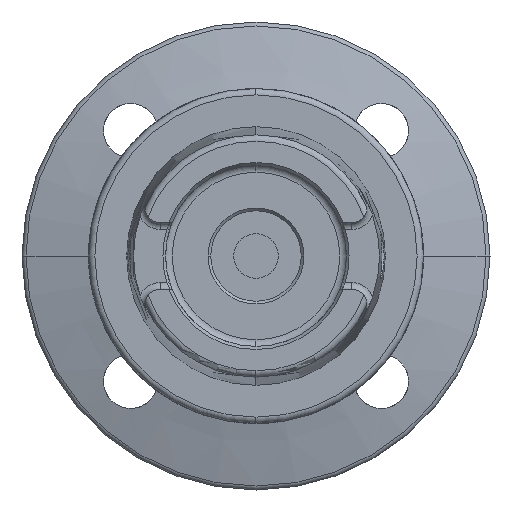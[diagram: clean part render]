
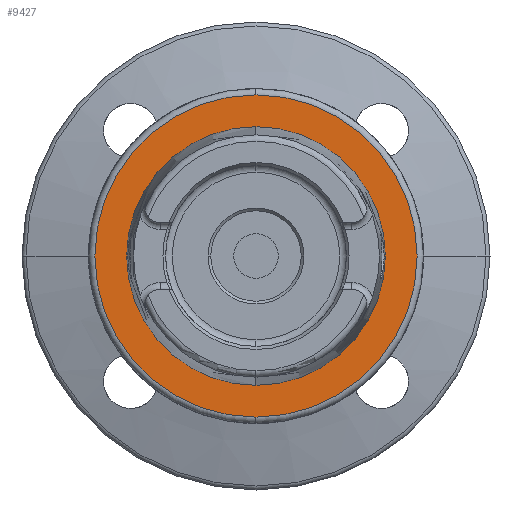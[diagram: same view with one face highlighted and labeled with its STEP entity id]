
A CAD part, left-side view. The second image highlights one B-rep face of the part: STEP entity #9427.
In plain terms, the highlighted planar face has unit normal (-1, 0, 0).
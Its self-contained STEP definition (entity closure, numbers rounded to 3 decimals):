
#72 = CARTESIAN_POINT ( 'NONE',  ( 0.05, 24.321, 0. ) ) ;
#121 = CARTESIAN_POINT ( 'NONE',  ( 0.05, -30.3, 0. ) ) ;
#126 = FACE_OUTER_BOUND ( 'NONE', #6419, .T. ) ;
#768 = DIRECTION ( 'NONE',  ( 0., 1., 0. ) ) ;
#1163 = DIRECTION ( 'NONE',  ( 0., 1., 0. ) ) ;
#1560 = AXIS2_PLACEMENT_3D ( 'NONE', #4592, #2020, #1163 ) ;
#1618 = CARTESIAN_POINT ( 'NONE',  ( 0.05, 0., 0. ) ) ;
#1664 = CIRCLE ( 'NONE', #2225, 24.321 ) ;
#1699 = CARTESIAN_POINT ( 'NONE',  ( 0.05, 0., 0. ) ) ;
#1756 = CARTESIAN_POINT ( 'NONE',  ( 0.05, 0., 0. ) ) ;
#2020 = DIRECTION ( 'NONE',  ( 1., 0., 0. ) ) ;
#2225 = AXIS2_PLACEMENT_3D ( 'NONE', #1756, #2521, #7831 ) ;
#2286 = CARTESIAN_POINT ( 'NONE',  ( 0.05, -24.321, 0. ) ) ;
#2521 = DIRECTION ( 'NONE',  ( 1., 0., 0. ) ) ;
#2567 = CARTESIAN_POINT ( 'NONE',  ( 0.05, 30.3, 0. ) ) ;
#2643 = DIRECTION ( 'NONE',  ( 1., 0., 0. ) ) ;
#2870 = CARTESIAN_POINT ( 'NONE',  ( 0.05, 24.321, 0. ) ) ;
#3401 = ORIENTED_EDGE ( 'NONE', *, *, #5889, .F. ) ;
#3642 = EDGE_CURVE ( 'NONE', #7647, #5060, #3993, .T. ) ;
#3993 = CIRCLE ( 'NONE', #1560, 30.3 ) ;
#4592 = CARTESIAN_POINT ( 'NONE',  ( 0.05, 0., 0. ) ) ;
#5060 = VERTEX_POINT ( 'NONE', #121 ) ;
#5199 = EDGE_CURVE ( 'NONE', #8389, #8683, #10545, .T. ) ;
#5662 = DIRECTION ( 'NONE',  ( -1., 0., 0. ) ) ;
#5889 = EDGE_CURVE ( 'NONE', #5060, #7647, #9648, .T. ) ;
#5901 = AXIS2_PLACEMENT_3D ( 'NONE', #1699, #2643, #768 ) ;
#6419 = EDGE_LOOP ( 'NONE', ( #6618, #3401 ) ) ;
#6421 = DIRECTION ( 'NONE',  ( 0., -1., 0. ) ) ;
#6473 = FACE_BOUND ( 'NONE', #9933, .T. ) ;
#6618 = ORIENTED_EDGE ( 'NONE', *, *, #3642, .F. ) ;
#6909 = DIRECTION ( 'NONE',  ( 0., 1., 0. ) ) ;
#7647 = VERTEX_POINT ( 'NONE', #2567 ) ;
#7831 = DIRECTION ( 'NONE',  ( 0., 1., 0. ) ) ;
#8328 = AXIS2_PLACEMENT_3D ( 'NONE', #1618, #11429, #6909 ) ;
#8389 = VERTEX_POINT ( 'NONE', #2286 ) ;
#8492 = EDGE_CURVE ( 'NONE', #8683, #8389, #1664, .T. ) ;
#8683 = VERTEX_POINT ( 'NONE', #72 ) ;
#9154 = ORIENTED_EDGE ( 'NONE', *, *, #8492, .T. ) ;
#9164 = PLANE ( 'NONE',  #11369 ) ;
#9427 = ADVANCED_FACE ( 'NONE', ( #6473, #126 ), #9164, .T. ) ;
#9648 = CIRCLE ( 'NONE', #5901, 30.3 ) ;
#9933 = EDGE_LOOP ( 'NONE', ( #9154, #10969 ) ) ;
#10545 = CIRCLE ( 'NONE', #8328, 24.321 ) ;
#10969 = ORIENTED_EDGE ( 'NONE', *, *, #5199, .T. ) ;
#11369 = AXIS2_PLACEMENT_3D ( 'NONE', #2870, #5662, #6421 ) ;
#11429 = DIRECTION ( 'NONE',  ( 1., 0., 0. ) ) ;
